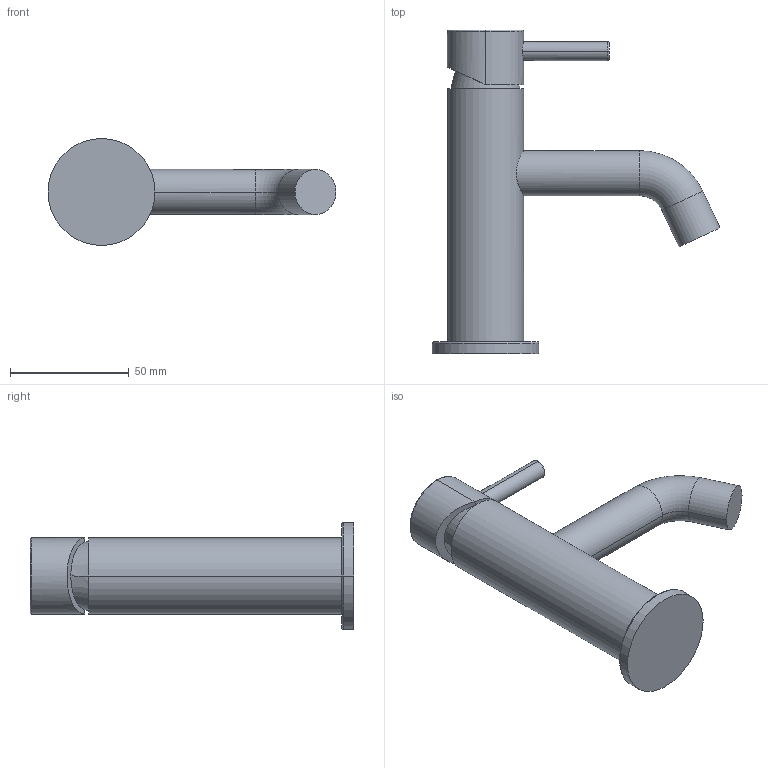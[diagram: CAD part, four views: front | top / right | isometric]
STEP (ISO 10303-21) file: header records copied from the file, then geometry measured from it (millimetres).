
FILE_DESCRIPTION((''),'2;1');
FILE_NAME('025','2018-07-29T',('MQ'),(''),'PRO/ENGINEER BY PARAMETRIC TECHNOLOGY CORPORATION, 2012130','PRO/ENGINEER BY PARAMETRIC TECHNOLOGY CORPORATION, 2012130','');
FILE_SCHEMA(('CONFIG_CONTROL_DESIGN'));
Length unit declared in the file: millimetre
Products named in the file (1): 025
Bounding box: 121.14 x 136.2 x 45 mm (x, y, z)
Volume: 139804.9 mm3; surface area: 23574.2 mm2
Topology: 1 solids, 1 shells, 30 faces, 61 edges, 36 vertices
Faces by surface type: cylinder 12, plane 8, torus 8, bspline 2
Entity records: 963 total; most frequent: CARTESIAN_POINT 282, DIRECTION 149, ORIENTED_EDGE 122, AXIS2_PLACEMENT_3D 67, EDGE_CURVE 61, CIRCLE 39, VERTEX_POINT 36, EDGE_LOOP 33
